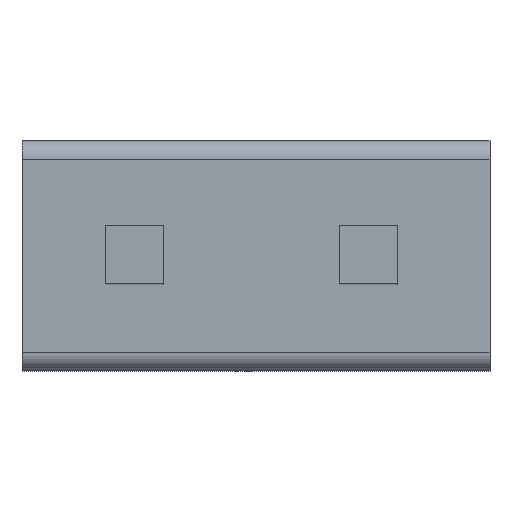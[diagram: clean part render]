
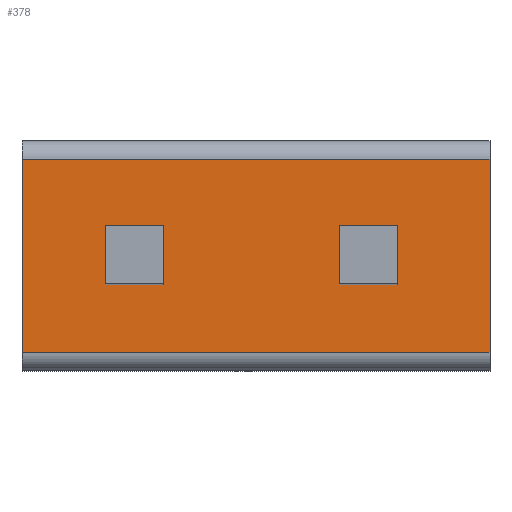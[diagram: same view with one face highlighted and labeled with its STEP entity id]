
A CAD part, top view. The second image highlights one B-rep face of the part: STEP entity #378.
In plain terms, the highlighted planar face has unit normal (0, 0, 1).
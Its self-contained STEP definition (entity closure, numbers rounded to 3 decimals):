
#70=CARTESIAN_POINT('',(-1.22,-1.05,2.8));
#71=VERTEX_POINT('',#70);
#89=CARTESIAN_POINT('',(3.86,-1.05,2.8));
#90=VERTEX_POINT('',#89);
#98=CARTESIAN_POINT('',(3.86,-1.05,2.8));
#99=DIRECTION('',(-1.0,0.0,0.0));
#100=VECTOR('',#99,5.08);
#101=LINE('',#98,#100);
#102=EDGE_CURVE('',#90,#71,#101,.T.);
#329=CARTESIAN_POINT('',(-1.22,1.05,2.8));
#330=VERTEX_POINT('',#329);
#338=CARTESIAN_POINT('',(3.86,1.05,2.8));
#339=VERTEX_POINT('',#338);
#340=CARTESIAN_POINT('',(3.86,1.05,2.8));
#341=DIRECTION('',(-1.0,0.0,0.0));
#342=VECTOR('',#341,5.08);
#343=LINE('',#340,#342);
#344=EDGE_CURVE('',#339,#330,#343,.T.);
#357=CARTESIAN_POINT('',(3.86,1.05,2.8));
#358=DIRECTION('',(0.0,0.0,1.0));
#359=DIRECTION('',(1.0,0.0,0.0));
#360=AXIS2_PLACEMENT_3D('',#357,#358,#359);
#361=PLANE('',#360);
#362=CARTESIAN_POINT('',(-1.22,1.05,2.8));
#363=DIRECTION('',(0.0,-1.0,0.0));
#364=VECTOR('',#363,2.1);
#365=LINE('',#362,#364);
#366=EDGE_CURVE('',#330,#71,#365,.T.);
#367=ORIENTED_EDGE('',*,*,#366,.T.);
#368=ORIENTED_EDGE('',*,*,#102,.F.);
#369=CARTESIAN_POINT('',(3.86,1.05,2.8));
#370=DIRECTION('',(0.0,-1.0,0.0));
#371=VECTOR('',#370,2.1);
#372=LINE('',#369,#371);
#373=EDGE_CURVE('',#339,#90,#372,.T.);
#374=ORIENTED_EDGE('',*,*,#373,.F.);
#375=ORIENTED_EDGE('',*,*,#344,.T.);
#376=EDGE_LOOP('',(#367,#368,#374,#375));
#377=FACE_OUTER_BOUND('',#376,.T.);
#378=ADVANCED_FACE('',(#377),#361,.T.);
